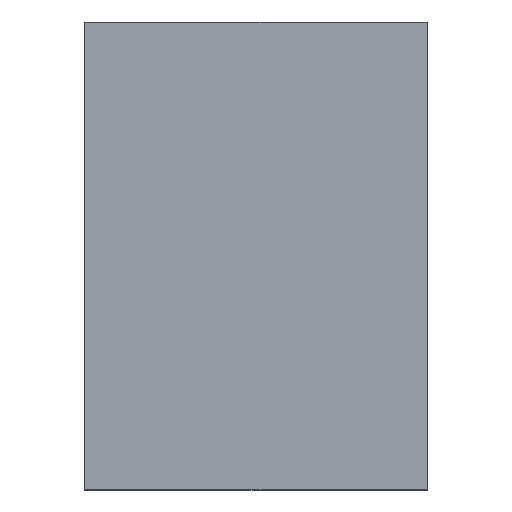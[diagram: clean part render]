
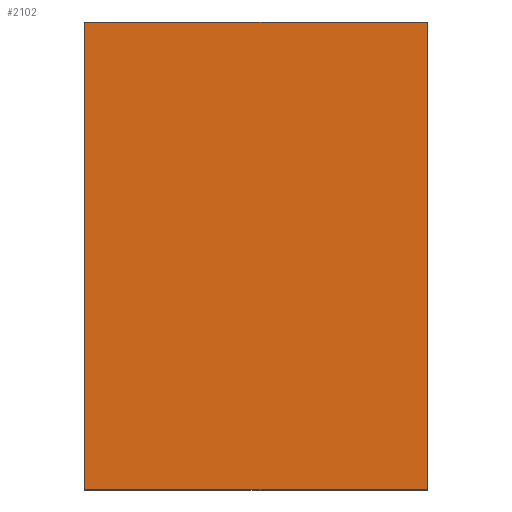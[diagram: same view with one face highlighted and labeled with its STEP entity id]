
A CAD part, left-side view. The second image highlights one B-rep face of the part: STEP entity #2102.
In plain terms, the highlighted planar face has unit normal (-1, 0, 0).
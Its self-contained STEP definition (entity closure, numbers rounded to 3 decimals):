
#97=PLANE('',#2273);
#200=FACE_OUTER_BOUND('',#312,.T.);
#312=EDGE_LOOP('',(#1721,#1722,#1723,#1724));
#502=LINE('',#3165,#785);
#504=LINE('',#3169,#787);
#509=LINE('',#3181,#792);
#510=LINE('',#3182,#793);
#785=VECTOR('',#2592,10.);
#787=VECTOR('',#2596,10.);
#792=VECTOR('',#2605,10.);
#793=VECTOR('',#2606,10.);
#1045=VERTEX_POINT('',#3162);
#1046=VERTEX_POINT('',#3164);
#1047=VERTEX_POINT('',#3168);
#1052=VERTEX_POINT('',#3180);
#1286=EDGE_CURVE('',#1045,#1046,#502,.T.);
#1288=EDGE_CURVE('',#1047,#1046,#504,.T.);
#1294=EDGE_CURVE('',#1052,#1045,#509,.T.);
#1295=EDGE_CURVE('',#1052,#1047,#510,.T.);
#1721=ORIENTED_EDGE('',*,*,#1294,.F.);
#1722=ORIENTED_EDGE('',*,*,#1295,.T.);
#1723=ORIENTED_EDGE('',*,*,#1288,.T.);
#1724=ORIENTED_EDGE('',*,*,#1286,.F.);
#2102=ADVANCED_FACE('',(#200),#97,.T.);
#2273=AXIS2_PLACEMENT_3D('',#3179,#2603,#2604);
#2592=DIRECTION('',(0.,-1.,0.));
#2596=DIRECTION('',(0.,0.,1.));
#2603=DIRECTION('center_axis',(-1.,0.,0.));
#2604=DIRECTION('ref_axis',(0.,0.,1.));
#2605=DIRECTION('',(0.,0.,1.));
#2606=DIRECTION('',(0.,-1.,0.));
#3162=CARTESIAN_POINT('',(-5.,12.5,14.1));
#3164=CARTESIAN_POINT('',(-5.,0.,14.1));
#3165=CARTESIAN_POINT('',(-5.,3.125,14.1));
#3168=CARTESIAN_POINT('',(-5.,0.,-3.));
#3169=CARTESIAN_POINT('',(-5.,0.,12.1));
#3179=CARTESIAN_POINT('Origin',(-5.,6.25,4.55));
#3180=CARTESIAN_POINT('',(-5.,12.5,-3.));
#3181=CARTESIAN_POINT('',(-5.,12.5,12.1));
#3182=CARTESIAN_POINT('',(-5.,12.5,-3.));
